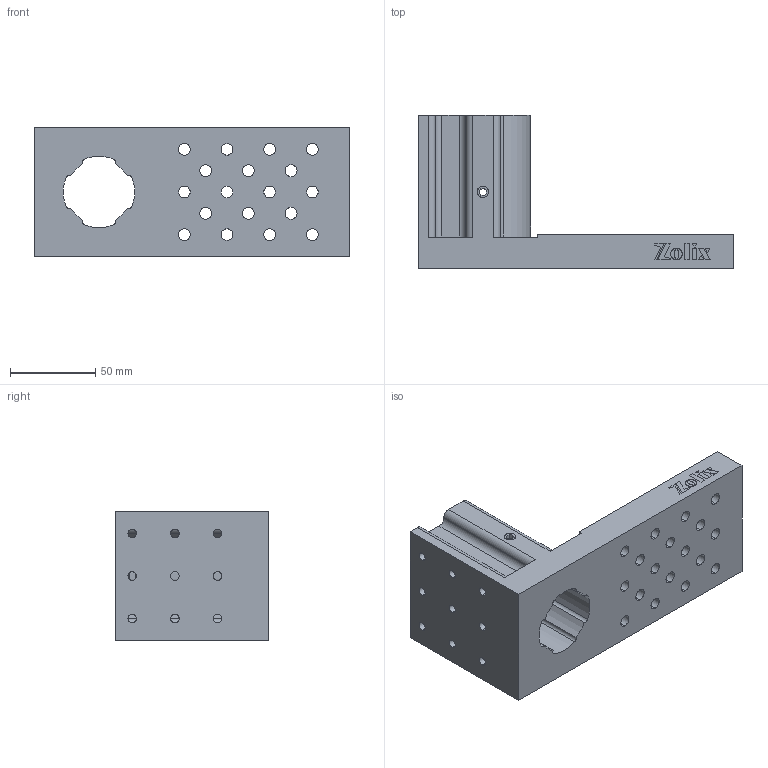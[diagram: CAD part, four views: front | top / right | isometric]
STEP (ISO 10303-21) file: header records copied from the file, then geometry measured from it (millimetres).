
FILE_DESCRIPTION (( 'STEP AP203' ), '1' );
FILE_NAME ('PHCR-2.step', '2019-05-09T09:06:11', ( '' ), ( '' ), 'SwSTEP 2.0', 'SolidWorks 2016', '' );
FILE_SCHEMA (( 'CONFIG_CONTROL_DESIGN' ));
Length unit declared in the file: millimetre
Products named in the file (1): PHCR-2
Bounding box: 185 x 90 x 76 mm (x, y, z)
Surface area: 77006.4 mm2 (no closed solid volume)
Topology: 0 solids, 9 shells, 140 faces, 660 edges, 528 vertices
Faces by surface type: cylinder 92, plane 44, cone 4
Entity records: 7115 total; most frequent: CARTESIAN_POINT 1581, DIRECTION 1116, ORIENTED_EDGE 1002, EDGE_CURVE 660, VERTEX_POINT 528, LINE 462, VECTOR 462, AXIS2_PLACEMENT_3D 327
